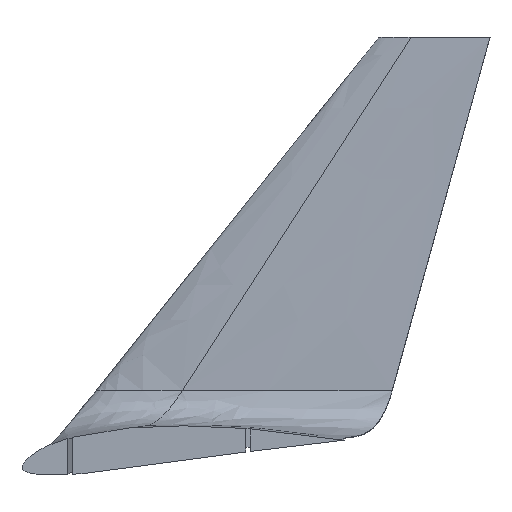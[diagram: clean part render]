
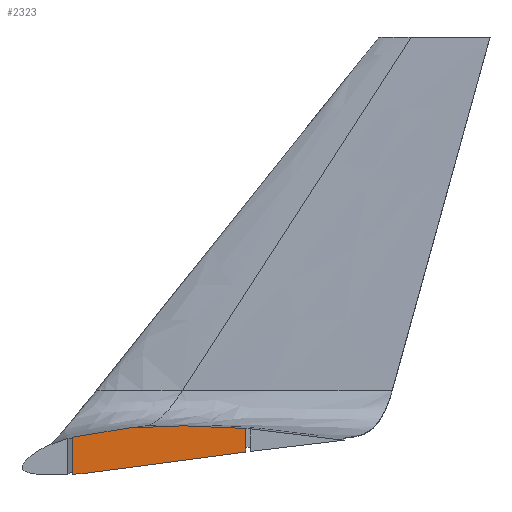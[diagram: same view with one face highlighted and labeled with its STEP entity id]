
A CAD part, front view. The second image highlights one B-rep face of the part: STEP entity #2323.
In plain terms, the highlighted planar face has unit normal (0, -1, 0).
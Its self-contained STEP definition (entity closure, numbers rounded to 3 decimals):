
#1730=CARTESIAN_POINT('Vertex',(251.017,925.,84.853)) ;
#1734=CARTESIAN_POINT('Control Point',(245.767,925.,84.45)) ;
#1735=CARTESIAN_POINT('Control Point',(247.518,925.,84.564)) ;
#1736=CARTESIAN_POINT('Control Point',(249.269,925.,84.7)) ;
#1737=CARTESIAN_POINT('Control Point',(251.017,925.,84.853)) ;
#1738=CARTESIAN_POINT('Vertex',(245.767,925.,84.45)) ;
#2174=CARTESIAN_POINT('Axis2P3D Location',(0.003,925.,0.044)) ;
#2256=CARTESIAN_POINT('Control Point',(319.164,925.,103.886)) ;
#2257=CARTESIAN_POINT('Control Point',(319.101,925.,103.891)) ;
#2258=CARTESIAN_POINT('Control Point',(319.037,925.,103.896)) ;
#2259=CARTESIAN_POINT('Control Point',(318.973,925.,103.901)) ;
#2260=CARTESIAN_POINT('Control Point',(315.341,925.,104.193)) ;
#2261=CARTESIAN_POINT('Control Point',(311.709,925.,104.432)) ;
#2262=CARTESIAN_POINT('Control Point',(308.206,925.,104.613)) ;
#2263=CARTESIAN_POINT('Control Point',(301.103,925.,104.897)) ;
#2264=CARTESIAN_POINT('Control Point',(294.005,925.,105.014)) ;
#2265=CARTESIAN_POINT('Control Point',(290.534,925.,105.03)) ;
#2266=CARTESIAN_POINT('Control Point',(284.24,925.,104.954)) ;
#2267=CARTESIAN_POINT('Control Point',(277.956,925.,104.69)) ;
#2268=CARTESIAN_POINT('Control Point',(275.199,925.,104.537)) ;
#2269=CARTESIAN_POINT('Control Point',(272.444,925.,104.345)) ;
#2270=CARTESIAN_POINT('Control Point',(269.694,925.,104.104)) ;
#2271=CARTESIAN_POINT('Vertex',(319.164,925.,103.886)) ;
#2273=CARTESIAN_POINT('Vertex',(269.694,925.,104.104)) ;
#2277=CARTESIAN_POINT('Control Point',(269.694,925.,104.104)) ;
#2278=CARTESIAN_POINT('Control Point',(266.774,925.,103.849)) ;
#2279=CARTESIAN_POINT('Control Point',(263.858,925.,103.539)) ;
#2280=CARTESIAN_POINT('Control Point',(260.965,925.,103.166)) ;
#2281=CARTESIAN_POINT('Control Point',(256.165,925.,102.449)) ;
#2282=CARTESIAN_POINT('Control Point',(251.391,925.,101.526)) ;
#2283=CARTESIAN_POINT('Control Point',(249.509,925.,101.124)) ;
#2284=CARTESIAN_POINT('Control Point',(247.634,925.,100.679)) ;
#2285=CARTESIAN_POINT('Control Point',(245.767,925.,100.185)) ;
#2286=CARTESIAN_POINT('Vertex',(245.767,925.,100.185)) ;
#2289=CARTESIAN_POINT('Line Origine',(245.767,925.,92.317)) ;
#2295=CARTESIAN_POINT('Control Point',(251.017,925.,84.853)) ;
#2296=CARTESIAN_POINT('Control Point',(254.836,925.,85.188)) ;
#2297=CARTESIAN_POINT('Control Point',(258.649,925.,85.585)) ;
#2298=CARTESIAN_POINT('Control Point',(262.459,925.,86.019)) ;
#2299=CARTESIAN_POINT('Control Point',(272.892,925.,87.286)) ;
#2300=CARTESIAN_POINT('Control Point',(283.308,925.,88.712)) ;
#2301=CARTESIAN_POINT('Control Point',(289.756,925.,89.623)) ;
#2302=CARTESIAN_POINT('Control Point',(299.58,925.,91.041)) ;
#2303=CARTESIAN_POINT('Control Point',(309.404,925.,92.467)) ;
#2304=CARTESIAN_POINT('Control Point',(312.671,925.,92.94)) ;
#2305=CARTESIAN_POINT('Control Point',(315.927,925.,93.408)) ;
#2306=CARTESIAN_POINT('Control Point',(319.164,925.,93.869)) ;
#2307=CARTESIAN_POINT('Vertex',(319.164,925.,93.869)) ;
#2310=CARTESIAN_POINT('Line Origine',(319.164,925.,98.878)) ;
#2175=DIRECTION('Axis2P3D Direction',(0.,1.,0.)) ;
#2176=DIRECTION('Axis2P3D XDirection',(-1.,0.,0.)) ;
#2290=DIRECTION('Vector Direction',(0.,0.,-1.)) ;
#2311=DIRECTION('Vector Direction',(0.,0.,-1.)) ;
#2177=AXIS2_PLACEMENT_3D('Plane Axis2P3D',#2174,#2175,#2176) ;
#2316=ORIENTED_EDGE('',*,*,#2275,.T.) ;
#2317=ORIENTED_EDGE('',*,*,#2288,.T.) ;
#2318=ORIENTED_EDGE('',*,*,#2293,.T.) ;
#2319=ORIENTED_EDGE('',*,*,#1740,.T.) ;
#2320=ORIENTED_EDGE('',*,*,#2309,.T.) ;
#2321=ORIENTED_EDGE('',*,*,#2314,.T.) ;
#2291=VECTOR('Line Direction',#2290,1.) ;
#2312=VECTOR('Line Direction',#2311,1.) ;
#2323=ADVANCED_FACE('PartBody',(#2322),#2178,.F.) ;
#1733=B_SPLINE_CURVE_WITH_KNOTS('',3,(#1734,#1735,#1736,#1737),.UNSPECIFIED.,.F.,.U.,(4,4),(160.288,199.015),.UNSPECIFIED.) ;
#2255=B_SPLINE_CURVE_WITH_KNOTS('',5,(#2256,#2257,#2258,#2259,#2260,#2261,#2262,#2263,#2264,#2265,#2266,#2267,#2268,#2269,#2270),.UNSPECIFIED.,.F.,.U.,(6,3,3,3,6),(305.165,307.5,438.242,567.875,669.419),.UNSPECIFIED.) ;
#2276=B_SPLINE_CURVE_WITH_KNOTS('',5,(#2277,#2278,#2279,#2280,#2281,#2282,#2283,#2284,#2285),.UNSPECIFIED.,.F.,.U.,(6,3,6),(0.,107.804,178.3),.UNSPECIFIED.) ;
#2294=B_SPLINE_CURVE_WITH_KNOTS('',5,(#2295,#2296,#2297,#2298,#2299,#2300,#2301,#2302,#2303,#2304,#2305,#2306),.UNSPECIFIED.,.F.,.U.,(6,3,3,6),(0.,141.008,386.447,505.813),.UNSPECIFIED.) ;
#1740=EDGE_CURVE('',#1739,#1731,#1733,.T.) ;
#2275=EDGE_CURVE('',#2272,#2274,#2255,.T.) ;
#2288=EDGE_CURVE('',#2274,#2287,#2276,.T.) ;
#2293=EDGE_CURVE('',#2287,#1739,#2292,.T.) ;
#2309=EDGE_CURVE('',#1731,#2308,#2294,.T.) ;
#2314=EDGE_CURVE('',#2308,#2272,#2313,.F.) ;
#2315=EDGE_LOOP('',(#2316,#2317,#2318,#2319,#2320,#2321)) ;
#2322=FACE_OUTER_BOUND('',#2315,.T.) ;
#2292=LINE('Line',#2289,#2291) ;
#2313=LINE('Line',#2310,#2312) ;
#2178=PLANE('',#2177) ;
#1731=VERTEX_POINT('',#1730) ;
#1739=VERTEX_POINT('',#1738) ;
#2272=VERTEX_POINT('',#2271) ;
#2274=VERTEX_POINT('',#2273) ;
#2287=VERTEX_POINT('',#2286) ;
#2308=VERTEX_POINT('',#2307) ;
